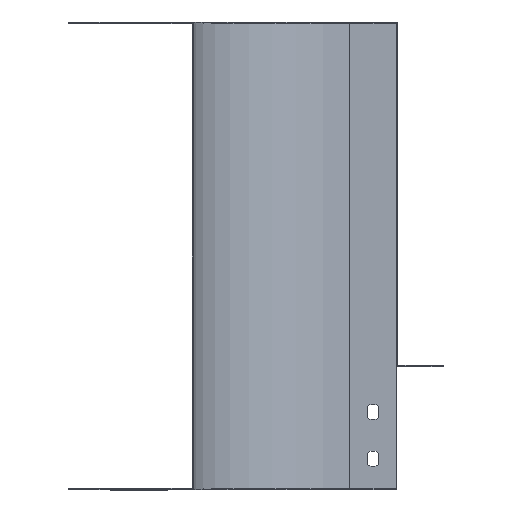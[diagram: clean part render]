
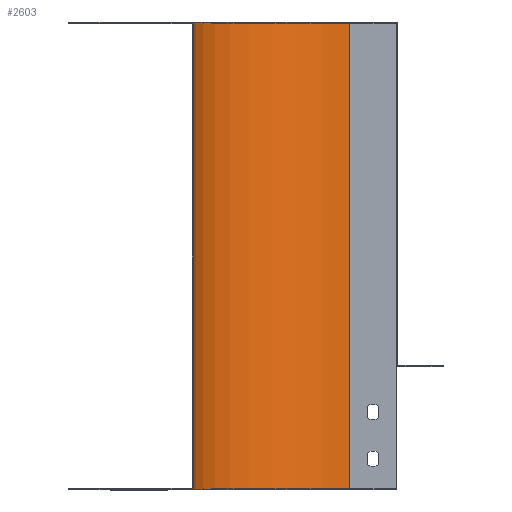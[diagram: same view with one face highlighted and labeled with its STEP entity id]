
A CAD part, left-side view. The second image highlights one B-rep face of the part: STEP entity #2603.
In plain terms, the highlighted cylindrical face has radius 100 mm (diameter 200 mm), a partial arc.
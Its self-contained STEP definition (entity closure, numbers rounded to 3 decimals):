
#126 = ORIENTED_EDGE ( 'NONE', *, *, #1519, .F. ) ;
#127 = ORIENTED_EDGE ( 'NONE', *, *, #1518, .F. ) ;
#128 = ORIENTED_EDGE ( 'NONE', *, *, #1516, .T. ) ;
#129 = ORIENTED_EDGE ( 'NONE', *, *, #1877, .T. ) ;
#165 = VERTEX_POINT ( 'NONE', #1708 ) ;
#210 = EDGE_LOOP ( 'NONE', ( #129, #128, #127, #126 ) ) ;
#394 = CARTESIAN_POINT ( 'NONE',  ( -100., 130., 1. ) ) ;
#401 = DIRECTION ( 'NONE',  ( 0., 0., -1. ) ) ;
#543 = AXIS2_PLACEMENT_3D ( 'NONE', #2305, #2306, #2307 ) ;
#544 = AXIS2_PLACEMENT_3D ( 'NONE', #2298, #2299, #2300 ) ;
#1048 = DIRECTION ( 'NONE',  ( -1., 0., 0. ) ) ;
#1050 = DIRECTION ( 'NONE',  ( 0., 0., -1. ) ) ;
#1051 = CARTESIAN_POINT ( 'NONE',  ( -100., 30., 1. ) ) ;
#1134 = CARTESIAN_POINT ( 'NONE',  ( 0., 30., -299. ) ) ;
#1170 = CARTESIAN_POINT ( 'NONE',  ( -100., 130., -299. ) ) ;
#1384 = VERTEX_POINT ( 'NONE', #1800 ) ;
#1425 = VERTEX_POINT ( 'NONE', #1134 ) ;
#1461 = VERTEX_POINT ( 'NONE', #1170 ) ;
#1516 = EDGE_CURVE ( 'NONE', #1461, #1425, #2532, .T. ) ;
#1518 = EDGE_CURVE ( 'NONE', #1384, #1425, #2535, .T. ) ;
#1519 = EDGE_CURVE ( 'NONE', #165, #1384, #2534, .T. ) ;
#1708 = CARTESIAN_POINT ( 'NONE',  ( -100., 130., 1. ) ) ;
#1800 = CARTESIAN_POINT ( 'NONE',  ( 0., 30., 1. ) ) ;
#1877 = EDGE_CURVE ( 'NONE', #165, #1461, #2630, .T. ) ;
#2017 = FACE_OUTER_BOUND ( 'NONE', #210, .T. ) ;
#2022 = CYLINDRICAL_SURFACE ( 'NONE', #2110, 100. ) ;
#2110 = AXIS2_PLACEMENT_3D ( 'NONE', #1051, #1050, #1048 ) ;
#2298 = CARTESIAN_POINT ( 'NONE',  ( -100., 30., -299. ) ) ;
#2299 = DIRECTION ( 'NONE',  ( 0., 0., -1. ) ) ;
#2300 = DIRECTION ( 'NONE',  ( -1., 0., 0. ) ) ;
#2301 = CARTESIAN_POINT ( 'NONE',  ( 0., 30., 1. ) ) ;
#2303 = DIRECTION ( 'NONE',  ( 0., 0., -1. ) ) ;
#2305 = CARTESIAN_POINT ( 'NONE',  ( -100., 30., 1. ) ) ;
#2306 = DIRECTION ( 'NONE',  ( 0., 0., -1. ) ) ;
#2307 = DIRECTION ( 'NONE',  ( -1., 0., 0. ) ) ;
#2532 = CIRCLE ( 'NONE', #544, 100. ) ;
#2534 = CIRCLE ( 'NONE', #543, 100. ) ;
#2535 = LINE ( 'NONE', #2301, #2538 ) ;
#2538 = VECTOR ( 'NONE', #2303, 1000. ) ;
#2603 = ADVANCED_FACE ( 'NONE', ( #2017 ), #2022, .F. ) ;
#2630 = LINE ( 'NONE', #394, #2632 ) ;
#2632 = VECTOR ( 'NONE', #401, 1000. ) ;
